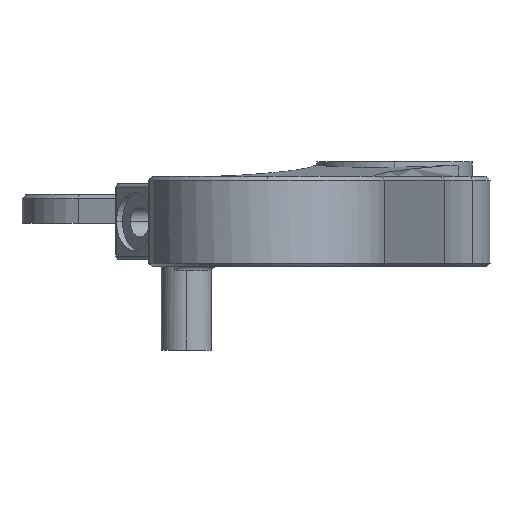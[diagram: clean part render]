
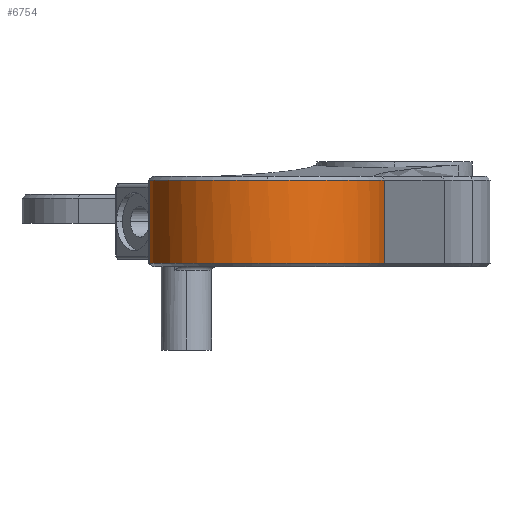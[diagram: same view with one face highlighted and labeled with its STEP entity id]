
A CAD part, left-side view. The second image highlights one B-rep face of the part: STEP entity #6754.
In plain terms, the highlighted cylindrical face has radius 33 mm (diameter 66 mm), a partial arc.
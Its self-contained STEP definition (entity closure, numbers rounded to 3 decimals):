
#213 = ORIENTED_EDGE ( 'NONE', *, *, #5134, .T. ) ;
#706 = CARTESIAN_POINT ( 'NONE',  ( -109.494, -32.25, -25. ) ) ;
#707 = DIRECTION ( 'NONE',  ( 0., 0., 1. ) ) ;
#712 = CARTESIAN_POINT ( 'NONE',  ( -106.12, 32.801, -25. ) ) ;
#713 = DIRECTION ( 'NONE',  ( 0., 0., -1. ) ) ;
#716 = CARTESIAN_POINT ( 'NONE',  ( -102.5, 0., -24. ) ) ;
#717 = DIRECTION ( 'NONE',  ( 0., 0., 1. ) ) ;
#718 = DIRECTION ( 'NONE',  ( 1., 0., 0. ) ) ;
#721 = CARTESIAN_POINT ( 'NONE',  ( -102.5, 0., -1. ) ) ;
#722 = DIRECTION ( 'NONE',  ( 0., 0., -1. ) ) ;
#723 = DIRECTION ( 'NONE',  ( 1., 0., 0. ) ) ;
#956 = CARTESIAN_POINT ( 'NONE',  ( -102.5, 0., -1. ) ) ;
#957 = DIRECTION ( 'NONE',  ( 0., 0., -1. ) ) ;
#958 = DIRECTION ( 'NONE',  ( 1., 0., 0. ) ) ;
#1567 = VERTEX_POINT ( 'NONE', #6234 ) ;
#1572 = VERTEX_POINT ( 'NONE', #6239 ) ;
#1630 = VERTEX_POINT ( 'NONE', #6297 ) ;
#1672 = VERTEX_POINT ( 'NONE', #6339 ) ;
#2397 = AXIS2_PLACEMENT_3D ( 'NONE', #716, #717, #718 ) ;
#2398 = AXIS2_PLACEMENT_3D ( 'NONE', #721, #722, #723 ) ;
#2431 = AXIS2_PLACEMENT_3D ( 'NONE', #956, #957, #958 ) ;
#2802 = LINE ( 'NONE', #706, #2805 ) ;
#2805 = VECTOR ( 'NONE', #707, 1000. ) ;
#2810 = LINE ( 'NONE', #712, #2813 ) ;
#2812 = CIRCLE ( 'NONE', #2397, 33. ) ;
#2813 = VECTOR ( 'NONE', #713, 1000. ) ;
#2814 = CIRCLE ( 'NONE', #2398, 33. ) ;
#2914 = CIRCLE ( 'NONE', #2431, 33. ) ;
#3066 = FACE_OUTER_BOUND ( 'NONE', #3782, .T. ) ;
#3076 = CYLINDRICAL_SURFACE ( 'NONE', #3251, 33. ) ;
#3251 = AXIS2_PLACEMENT_3D ( 'NONE', #4342, #4341, #4337 ) ;
#3362 = CARTESIAN_POINT ( 'NONE',  ( -106.12, 32.801, -24. ) ) ;
#3782 = EDGE_LOOP ( 'NONE', ( #213, #5463, #5444, #5509, #5501 ) ) ;
#3887 = VERTEX_POINT ( 'NONE', #3362 ) ;
#4337 = DIRECTION ( 'NONE',  ( 1., 0., 0. ) ) ;
#4341 = DIRECTION ( 'NONE',  ( 0., 0., 1. ) ) ;
#4342 = CARTESIAN_POINT ( 'NONE',  ( -102.5, 0., -25. ) ) ;
#5130 = EDGE_CURVE ( 'NONE', #1567, #1630, #2802, .T. ) ;
#5134 = EDGE_CURVE ( 'NONE', #1572, #3887, #2810, .T. ) ;
#5135 = EDGE_CURVE ( 'NONE', #3887, #1567, #2812, .T. ) ;
#5136 = EDGE_CURVE ( 'NONE', #1672, #1572, #2814, .T. ) ;
#5209 = EDGE_CURVE ( 'NONE', #1630, #1672, #2914, .T. ) ;
#5444 = ORIENTED_EDGE ( 'NONE', *, *, #5130, .T. ) ;
#5463 = ORIENTED_EDGE ( 'NONE', *, *, #5135, .T. ) ;
#5501 = ORIENTED_EDGE ( 'NONE', *, *, #5136, .T. ) ;
#5509 = ORIENTED_EDGE ( 'NONE', *, *, #5209, .T. ) ;
#6234 = CARTESIAN_POINT ( 'NONE',  ( -109.494, -32.25, -24. ) ) ;
#6239 = CARTESIAN_POINT ( 'NONE',  ( -106.12, 32.801, -1. ) ) ;
#6297 = CARTESIAN_POINT ( 'NONE',  ( -109.494, -32.25, -1. ) ) ;
#6339 = CARTESIAN_POINT ( 'NONE',  ( -135.5, 0., -1. ) ) ;
#6754 = ADVANCED_FACE ( 'NONE', ( #3066 ), #3076, .T. ) ;
